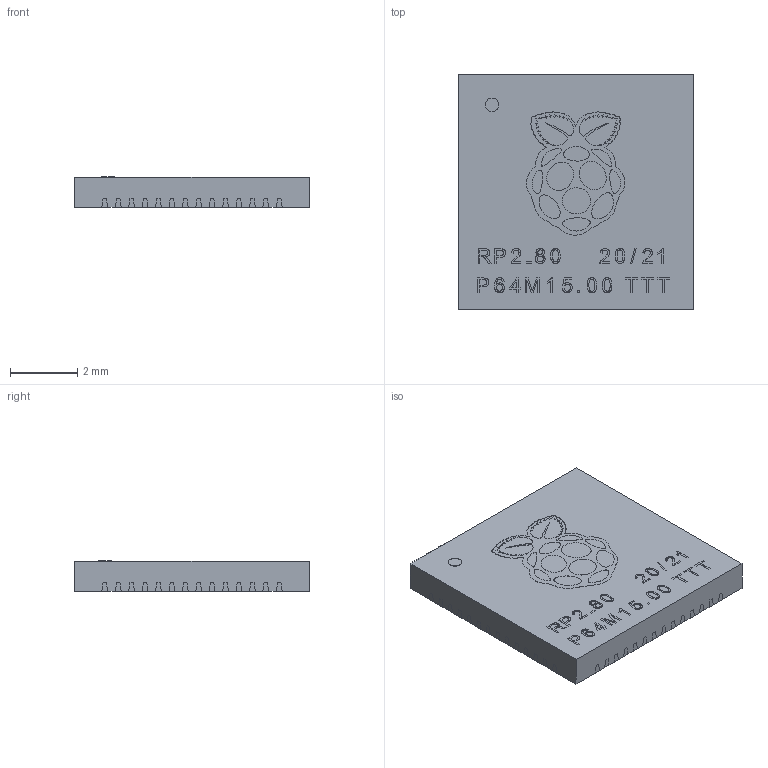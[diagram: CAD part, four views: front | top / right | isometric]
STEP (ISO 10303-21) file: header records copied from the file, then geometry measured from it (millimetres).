
FILE_DESCRIPTION(/* description */ (''),/* implementation_level */ '2;1');
FILE_NAME(/* name */ 'RP2040.step',/* time_stamp */ '2022-04-02T20:13:02+09:00',/* author */ (''),/* organization */ (''),/* preprocessor_version */ 'ST-DEVELOPER v18.1',/* originating_system */ 'Autodesk Translation Framework v10.14.0.1471',/* authorisation */ '');
FILE_SCHEMA (('AUTOMOTIVE_DESIGN { 1 0 10303 214 3 1 1 }'));
Products named in the file (1): RP2040
Bounding box: 7 x 7 x 0.91 mm (x, y, z)
Volume: 44.1 mm3; surface area: 304.7 mm2
Topology: 27 solids, 27 shells, 1054 faces, 2991 edges, 1994 vertices
Faces by surface type: plane 543, bspline 508, cylinder 3
Full cylindrical faces by diameter (mm): 0.4 x1
Entity records: 50728 total; most frequent: CARTESIAN_POINT 27794, ORIENTED_EDGE 5982, EDGE_CURVE 2991, DIRECTION 2634, VERTEX_POINT 1994, LINE 1520, VECTOR 1520, EDGE_LOOP 1217
